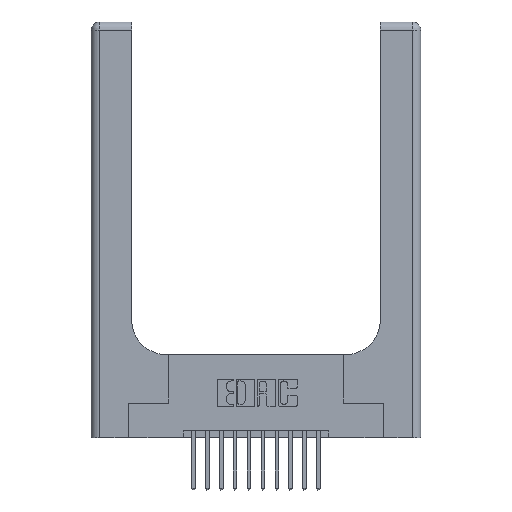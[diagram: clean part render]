
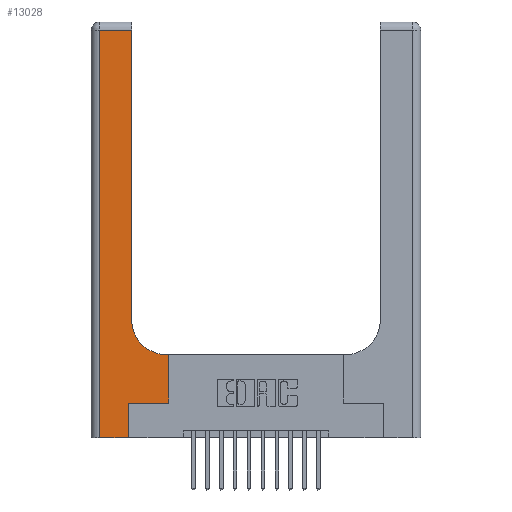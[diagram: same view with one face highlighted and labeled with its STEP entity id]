
A CAD part, top view. The second image highlights one B-rep face of the part: STEP entity #13028.
In plain terms, the highlighted planar face has unit normal (0, 0, 1).
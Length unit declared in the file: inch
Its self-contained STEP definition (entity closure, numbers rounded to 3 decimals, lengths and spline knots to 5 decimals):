
#98 = CARTESIAN_POINT ( 'NONE',  ( 0.5585, 0.25, 0.37 ) ) ;
#105 = ORIENTED_EDGE ( 'NONE', *, *, #11668, .T. ) ;
#1412 = LINE ( 'NONE', #16168, #5074 ) ;
#2044 = EDGE_CURVE ( 'NONE', #15581, #11029, #1412, .T. ) ;
#2275 = EDGE_CURVE ( 'NONE', #8684, #15992, #9266, .T. ) ;
#2604 = DIRECTION ( 'NONE',  ( 0., 1., 0. ) ) ;
#2638 = ORIENTED_EDGE ( 'NONE', *, *, #17026, .T. ) ;
#3168 = CARTESIAN_POINT ( 'NONE',  ( 0.2915, 2.94, 0.37 ) ) ;
#3532 = DIRECTION ( 'NONE',  ( 0., -1., 0. ) ) ;
#3586 = LINE ( 'NONE', #3771, #14603 ) ;
#3652 = VECTOR ( 'NONE', #2604, 39.37008 ) ;
#3771 = CARTESIAN_POINT ( 'NONE',  ( 0., 2.94, 0.37 ) ) ;
#4006 = DIRECTION ( 'NONE',  ( 1., 0., 0. ) ) ;
#4026 = ORIENTED_EDGE ( 'NONE', *, *, #4938, .T. ) ;
#4185 = LINE ( 'NONE', #98, #11735 ) ;
#4568 = ORIENTED_EDGE ( 'NONE', *, *, #2044, .T. ) ;
#4938 = EDGE_CURVE ( 'NONE', #5480, #15972, #4185, .T. ) ;
#5074 = VECTOR ( 'NONE', #16152, 39.37008 ) ;
#5108 = DIRECTION ( 'NONE',  ( -1., 0., 0. ) ) ;
#5165 = CARTESIAN_POINT ( 'NONE',  ( 0.2915, 3., 0.37 ) ) ;
#5480 = VERTEX_POINT ( 'NONE', #16140 ) ;
#5526 = ORIENTED_EDGE ( 'NONE', *, *, #17004, .T. ) ;
#5928 = EDGE_CURVE ( 'NONE', #15992, #11413, #17374, .T. ) ;
#6001 = CARTESIAN_POINT ( 'NONE',  ( 0.269, 0., 0.37 ) ) ;
#6835 = ORIENTED_EDGE ( 'NONE', *, *, #15122, .T. ) ;
#6950 = CARTESIAN_POINT ( 'NONE',  ( 0.2915, 0.85, 0.37 ) ) ;
#7167 = PLANE ( 'NONE',  #15442 ) ;
#7334 = CARTESIAN_POINT ( 'NONE',  ( 0.06, 0., 0.37 ) ) ;
#7666 = VERTEX_POINT ( 'NONE', #8992 ) ;
#8284 = DIRECTION ( 'NONE',  ( 0., 1., 0. ) ) ;
#8303 = EDGE_CURVE ( 'NONE', #15972, #8684, #13271, .T. ) ;
#8485 = DIRECTION ( 'NONE',  ( -1., 0., 0. ) ) ;
#8684 = VERTEX_POINT ( 'NONE', #8951 ) ;
#8951 = CARTESIAN_POINT ( 'NONE',  ( 0.5415, 0.6, 0.37 ) ) ;
#8992 = CARTESIAN_POINT ( 'NONE',  ( 0.06, 2.94, 0.37 ) ) ;
#9212 = DIRECTION ( 'NONE',  ( 0., 1., 0. ) ) ;
#9266 = CIRCLE ( 'NONE', #13953, 0.25 ) ;
#9332 = CARTESIAN_POINT ( 'NONE',  ( 0.269, 0., 0.37 ) ) ;
#9394 = CARTESIAN_POINT ( 'NONE',  ( 0.269, 0.25, 0.37 ) ) ;
#9819 = CARTESIAN_POINT ( 'NONE',  ( 0., 3., 0.37 ) ) ;
#10023 = VECTOR ( 'NONE', #3532, 39.37008 ) ;
#10453 = LINE ( 'NONE', #12846, #10023 ) ;
#10696 = FACE_OUTER_BOUND ( 'NONE', #13007, .T. ) ;
#10701 = CARTESIAN_POINT ( 'NONE',  ( 0.269, 0.25, 0.37 ) ) ;
#11029 = VERTEX_POINT ( 'NONE', #6001 ) ;
#11413 = VERTEX_POINT ( 'NONE', #3168 ) ;
#11570 = CARTESIAN_POINT ( 'NONE',  ( 0.2915, 0.6, 0.37 ) ) ;
#11668 = EDGE_CURVE ( 'NONE', #11413, #7666, #3586, .T. ) ;
#11735 = VECTOR ( 'NONE', #8284, 39.37008 ) ;
#11866 = ORIENTED_EDGE ( 'NONE', *, *, #8303, .T. ) ;
#11973 = ORIENTED_EDGE ( 'NONE', *, *, #5928, .T. ) ;
#12445 = VECTOR ( 'NONE', #12851, 39.37008 ) ;
#12781 = VERTEX_POINT ( 'NONE', #9394 ) ;
#12846 = CARTESIAN_POINT ( 'NONE',  ( 0.06, 3., 0.37 ) ) ;
#12851 = DIRECTION ( 'NONE',  ( -1., 0., 0. ) ) ;
#13007 = EDGE_LOOP ( 'NONE', ( #11973, #105, #6835, #4568, #5526, #2638, #4026, #11866, #13567 ) ) ;
#13028 = ADVANCED_FACE ( 'NONE', ( #10696 ), #7167, .F. ) ;
#13271 = LINE ( 'NONE', #11570, #12445 ) ;
#13511 = VECTOR ( 'NONE', #9212, 39.37008 ) ;
#13513 = CARTESIAN_POINT ( 'NONE',  ( 0.5585, 0.6, 0.37 ) ) ;
#13567 = ORIENTED_EDGE ( 'NONE', *, *, #2275, .T. ) ;
#13953 = AXIS2_PLACEMENT_3D ( 'NONE', #14235, #14222, #14215 ) ;
#14215 = DIRECTION ( 'NONE',  ( 1., 0., 0. ) ) ;
#14222 = DIRECTION ( 'NONE',  ( 0., 0., -1. ) ) ;
#14235 = CARTESIAN_POINT ( 'NONE',  ( 0.5415, 0.85, 0.37 ) ) ;
#14259 = LINE ( 'NONE', #9332, #3652 ) ;
#14603 = VECTOR ( 'NONE', #5108, 39.37008 ) ;
#14653 = VECTOR ( 'NONE', #4006, 39.37008 ) ;
#15061 = LINE ( 'NONE', #10701, #14653 ) ;
#15122 = EDGE_CURVE ( 'NONE', #7666, #15581, #10453, .T. ) ;
#15442 = AXIS2_PLACEMENT_3D ( 'NONE', #9819, #16352, #8485 ) ;
#15581 = VERTEX_POINT ( 'NONE', #7334 ) ;
#15972 = VERTEX_POINT ( 'NONE', #13513 ) ;
#15992 = VERTEX_POINT ( 'NONE', #6950 ) ;
#16140 = CARTESIAN_POINT ( 'NONE',  ( 0.5585, 0.25, 0.37 ) ) ;
#16152 = DIRECTION ( 'NONE',  ( 1., 0., 0. ) ) ;
#16168 = CARTESIAN_POINT ( 'NONE',  ( 0., 0., 0.37 ) ) ;
#16352 = DIRECTION ( 'NONE',  ( 0., 0., -1. ) ) ;
#17004 = EDGE_CURVE ( 'NONE', #11029, #12781, #14259, .T. ) ;
#17026 = EDGE_CURVE ( 'NONE', #12781, #5480, #15061, .T. ) ;
#17374 = LINE ( 'NONE', #5165, #13511 ) ;
